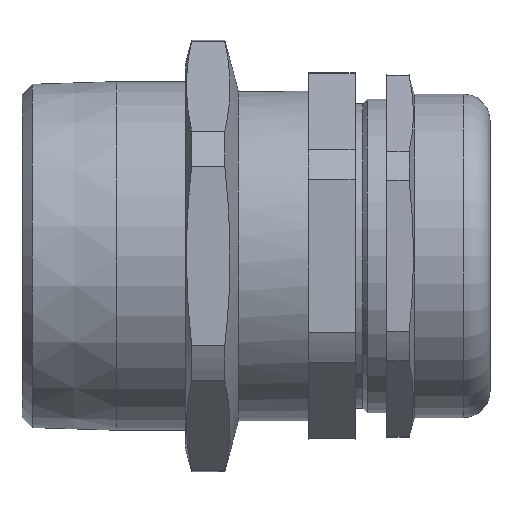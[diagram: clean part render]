
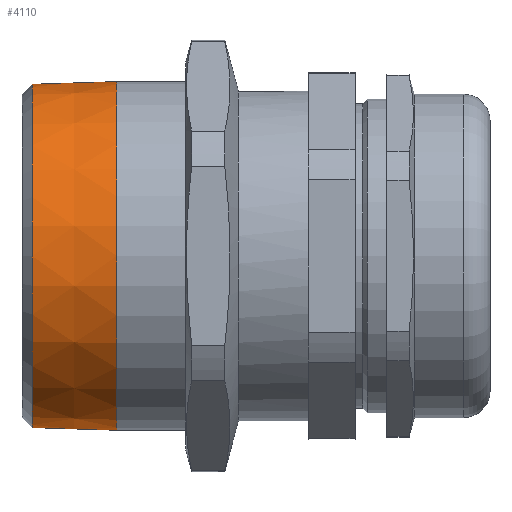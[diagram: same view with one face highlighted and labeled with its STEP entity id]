
A CAD part, front view. The second image highlights one B-rep face of the part: STEP entity #4110.
In plain terms, the highlighted conical face has half-angle 1.78 degrees and reference radius 43.7 mm.
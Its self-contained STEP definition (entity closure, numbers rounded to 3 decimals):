
#198 = FACE_BOUND ( 'NONE', #2507, .T. ) ;
#439 = EDGE_CURVE ( 'NONE', #3029, #3029, #3936, .T. ) ;
#455 = DIRECTION ( 'NONE',  ( 0., 0., 1. ) ) ;
#498 = ORIENTED_EDGE ( 'NONE', *, *, #3854, .T. ) ;
#746 = CARTESIAN_POINT ( 'NONE',  ( 2.621, 0., 43.782 ) ) ;
#1268 = ORIENTED_EDGE ( 'NONE', *, *, #439, .F. ) ;
#1434 = CARTESIAN_POINT ( 'NONE',  ( 24.13, 0., 0. ) ) ;
#1438 = CIRCLE ( 'NONE', #2364, 43.782 ) ;
#1620 = CARTESIAN_POINT ( 'NONE',  ( 2.621, 0., 0. ) ) ;
#1810 = DIRECTION ( 'NONE',  ( 1., 0., 0. ) ) ;
#2034 = FACE_OUTER_BOUND ( 'NONE', #2917, .T. ) ;
#2255 = CARTESIAN_POINT ( 'NONE',  ( 0., 0., 0. ) ) ;
#2281 = DIRECTION ( 'NONE',  ( 0., 0., -1. ) ) ;
#2364 = AXIS2_PLACEMENT_3D ( 'NONE', #1620, #3523, #455 ) ;
#2507 = EDGE_LOOP ( 'NONE', ( #498 ) ) ;
#2569 = AXIS2_PLACEMENT_3D ( 'NONE', #2255, #3847, #2281 ) ;
#2917 = EDGE_LOOP ( 'NONE', ( #1268 ) ) ;
#3029 = VERTEX_POINT ( 'NONE', #3139 ) ;
#3139 = CARTESIAN_POINT ( 'NONE',  ( 24.13, 0., -44.45 ) ) ;
#3523 = DIRECTION ( 'NONE',  ( 1., 0., 0. ) ) ;
#3847 = DIRECTION ( 'NONE',  ( 1., 0., 0. ) ) ;
#3854 = EDGE_CURVE ( 'NONE', #4283, #4283, #1438, .T. ) ;
#3936 = CIRCLE ( 'NONE', #4797, 44.45 ) ;
#4110 = ADVANCED_FACE ( 'NONE', ( #198, #2034 ), #4892, .T. ) ;
#4121 = DIRECTION ( 'NONE',  ( 0., 0., -1. ) ) ;
#4283 = VERTEX_POINT ( 'NONE', #746 ) ;
#4797 = AXIS2_PLACEMENT_3D ( 'NONE', #1434, #1810, #4121 ) ;
#4892 = CONICAL_SURFACE ( 'NONE', #2569, 43.7, 0.031 ) ;
